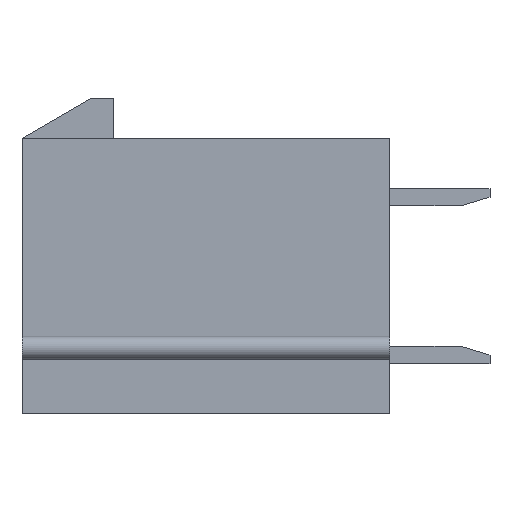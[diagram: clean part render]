
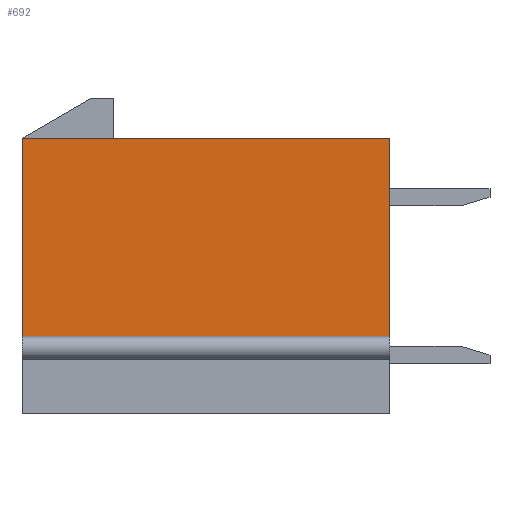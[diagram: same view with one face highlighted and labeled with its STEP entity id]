
A CAD part, left-side view. The second image highlights one B-rep face of the part: STEP entity #692.
In plain terms, the highlighted planar face has unit normal (-1, 0, 0).
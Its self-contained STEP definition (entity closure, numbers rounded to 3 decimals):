
#146 = PLANE ( 'NONE',  #1402 ) ;
#246 = VERTEX_POINT ( 'NONE', #1624 ) ;
#247 = LINE ( 'NONE', #1070, #2257 ) ;
#338 = DIRECTION ( 'NONE',  ( 0., 0., -1. ) ) ;
#484 = VECTOR ( 'NONE', #2280, 1000. ) ;
#520 = CARTESIAN_POINT ( 'NONE',  ( -2.7, 0., -4.2 ) ) ;
#676 = CARTESIAN_POINT ( 'NONE',  ( -2.7, 12.8, 2.7 ) ) ;
#692 = ADVANCED_FACE ( 'NONE', ( #1177 ), #146, .F. ) ;
#833 = ORIENTED_EDGE ( 'NONE', *, *, #955, .F. ) ;
#889 = VERTEX_POINT ( 'NONE', #2000 ) ;
#955 = EDGE_CURVE ( 'NONE', #246, #1967, #2234, .T. ) ;
#1070 = CARTESIAN_POINT ( 'NONE',  ( -2.7, 12.8, -4.2 ) ) ;
#1177 = FACE_OUTER_BOUND ( 'NONE', #1227, .T. ) ;
#1227 = EDGE_LOOP ( 'NONE', ( #1515, #833, #1538, #1792 ) ) ;
#1402 = AXIS2_PLACEMENT_3D ( 'NONE', #1705, #1522, #338 ) ;
#1405 = EDGE_CURVE ( 'NONE', #889, #246, #1497, .T. ) ;
#1484 = LINE ( 'NONE', #520, #484 ) ;
#1497 = LINE ( 'NONE', #1635, #1998 ) ;
#1515 = ORIENTED_EDGE ( 'NONE', *, *, #2476, .T. ) ;
#1522 = DIRECTION ( 'NONE',  ( 1., 0., 0. ) ) ;
#1538 = ORIENTED_EDGE ( 'NONE', *, *, #1405, .F. ) ;
#1624 = CARTESIAN_POINT ( 'NONE',  ( -2.7, 12.8, 2.7 ) ) ;
#1635 = CARTESIAN_POINT ( 'NONE',  ( -2.7, 12.8, -4.2 ) ) ;
#1658 = DIRECTION ( 'NONE',  ( 0., -1., 0. ) ) ;
#1705 = CARTESIAN_POINT ( 'NONE',  ( -2.7, 12.8, -4.2 ) ) ;
#1768 = VECTOR ( 'NONE', #1658, 1000. ) ;
#1792 = ORIENTED_EDGE ( 'NONE', *, *, #2145, .T. ) ;
#1828 = DIRECTION ( 'NONE',  ( 0., 0., 1. ) ) ;
#1967 = VERTEX_POINT ( 'NONE', #2228 ) ;
#1998 = VECTOR ( 'NONE', #1828, 1000. ) ;
#2000 = CARTESIAN_POINT ( 'NONE',  ( -2.7, 12.8, -4.2 ) ) ;
#2047 = VERTEX_POINT ( 'NONE', #2240 ) ;
#2145 = EDGE_CURVE ( 'NONE', #889, #2047, #247, .T. ) ;
#2228 = CARTESIAN_POINT ( 'NONE',  ( -2.7, 0., 2.7 ) ) ;
#2233 = DIRECTION ( 'NONE',  ( 0., -1., 0. ) ) ;
#2234 = LINE ( 'NONE', #676, #1768 ) ;
#2240 = CARTESIAN_POINT ( 'NONE',  ( -2.7, 0., -4.2 ) ) ;
#2257 = VECTOR ( 'NONE', #2233, 1000. ) ;
#2280 = DIRECTION ( 'NONE',  ( 0., 0., 1. ) ) ;
#2476 = EDGE_CURVE ( 'NONE', #2047, #1967, #1484, .T. ) ;
